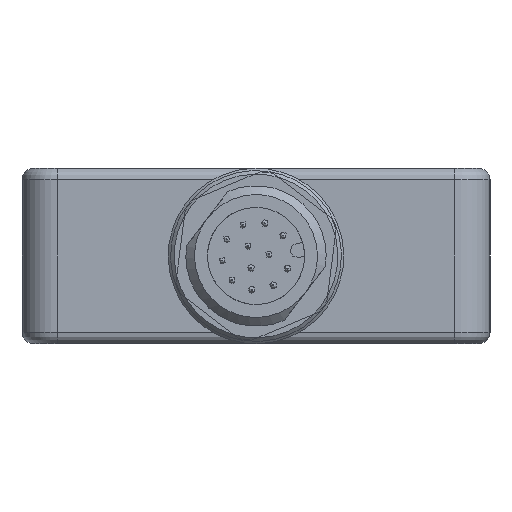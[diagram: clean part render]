
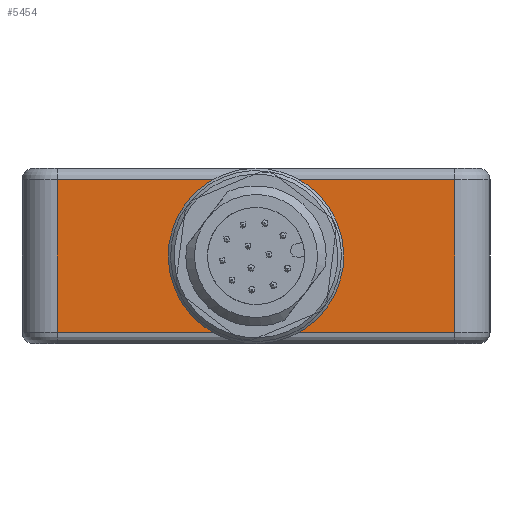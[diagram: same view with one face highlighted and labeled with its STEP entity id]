
A CAD part, left-side view. The second image highlights one B-rep face of the part: STEP entity #5454.
In plain terms, the highlighted planar face has unit normal (-1, 0, 0).
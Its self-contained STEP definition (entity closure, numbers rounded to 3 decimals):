
#278=FACE_BOUND('',#1139,.T.);
#416=PLANE('',#6155);
#739=FACE_OUTER_BOUND('',#1138,.T.);
#1138=EDGE_LOOP('',(#4701,#4702,#4703,#4704));
#1139=EDGE_LOOP('',(#4705,#4706));
#1458=LINE('',#9733,#1773);
#1463=LINE('',#9761,#1778);
#1464=LINE('',#9764,#1779);
#1465=LINE('',#9765,#1780);
#1773=VECTOR('',#7784,10.);
#1778=VECTOR('',#7817,10.);
#1779=VECTOR('',#7820,10.);
#1780=VECTOR('',#7821,10.);
#2141=CIRCLE('',#6156,3.25);
#2142=CIRCLE('',#6157,3.25);
#2593=VERTEX_POINT('',#9728);
#2594=VERTEX_POINT('',#9732);
#2603=VERTEX_POINT('',#9759);
#2604=VERTEX_POINT('',#9763);
#2605=VERTEX_POINT('',#9766);
#2606=VERTEX_POINT('',#9767);
#3293=EDGE_CURVE('',#2593,#2594,#1458,.T.);
#3307=EDGE_CURVE('',#2594,#2603,#1463,.T.);
#3308=EDGE_CURVE('',#2603,#2604,#1464,.T.);
#3309=EDGE_CURVE('',#2604,#2593,#1465,.T.);
#3310=EDGE_CURVE('',#2605,#2606,#2141,.T.);
#3311=EDGE_CURVE('',#2606,#2605,#2142,.T.);
#4701=ORIENTED_EDGE('',*,*,#3308,.F.);
#4702=ORIENTED_EDGE('',*,*,#3307,.F.);
#4703=ORIENTED_EDGE('',*,*,#3293,.F.);
#4704=ORIENTED_EDGE('',*,*,#3309,.F.);
#4705=ORIENTED_EDGE('',*,*,#3310,.T.);
#4706=ORIENTED_EDGE('',*,*,#3311,.T.);
#5454=ADVANCED_FACE('',(#739,#278),#416,.T.);
#6155=AXIS2_PLACEMENT_3D('',#9762,#7818,#7819);
#6156=AXIS2_PLACEMENT_3D('',#9768,#7822,#7823);
#6157=AXIS2_PLACEMENT_3D('',#9769,#7824,#7825);
#7784=DIRECTION('',(0.,-1.,0.));
#7817=DIRECTION('',(0.,0.,-1.));
#7818=DIRECTION('center_axis',(-1.,0.,0.));
#7819=DIRECTION('ref_axis',(0.,-1.,0.));
#7820=DIRECTION('',(0.,1.,0.));
#7821=DIRECTION('',(0.,0.,1.));
#7822=DIRECTION('center_axis',(1.,0.,0.));
#7823=DIRECTION('ref_axis',(0.,0.,-1.));
#7824=DIRECTION('center_axis',(1.,0.,0.));
#7825=DIRECTION('ref_axis',(0.,0.,-1.));
#9728=CARTESIAN_POINT('',(-22.5,17.,14.));
#9732=CARTESIAN_POINT('',(-22.5,-17.,14.));
#9733=CARTESIAN_POINT('',(-22.5,10.,14.));
#9759=CARTESIAN_POINT('',(-22.5,-17.,1.));
#9761=CARTESIAN_POINT('',(-22.5,-17.,0.));
#9762=CARTESIAN_POINT('Origin',(-22.5,20.,0.));
#9763=CARTESIAN_POINT('',(-22.5,17.,1.));
#9764=CARTESIAN_POINT('',(-22.5,10.,1.));
#9765=CARTESIAN_POINT('',(-22.5,17.,0.));
#9766=CARTESIAN_POINT('',(-22.5,0.,10.75));
#9767=CARTESIAN_POINT('',(-22.5,1.972,4.916));
#9768=CARTESIAN_POINT('Origin',(-22.5,0.,7.5));
#9769=CARTESIAN_POINT('Origin',(-22.5,0.,7.5));
